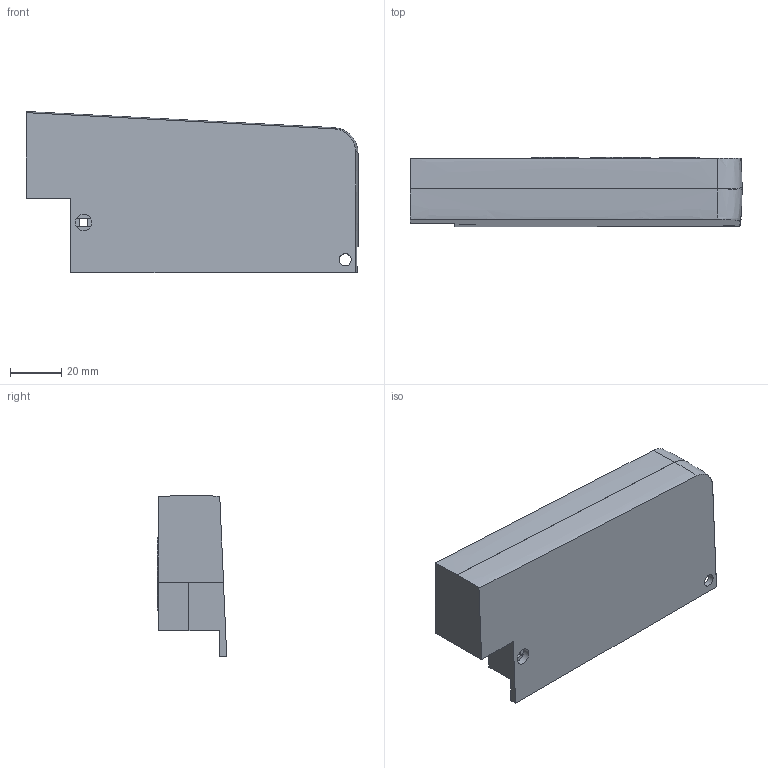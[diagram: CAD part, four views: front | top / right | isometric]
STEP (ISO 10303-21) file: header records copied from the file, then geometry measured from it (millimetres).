
FILE_DESCRIPTION(/* description */ ('STEP AP242','CAx-IF Rec.Pracs.---Representation and Presentation of Product Manufacturing Information (PMI)---4.0---2014-10-13','CAx-IF Rec.Pracs.---3D Tessellated Geometry---0.4---2014-09-14','2;1','CAx-IF Rec.Pracs.---User Defined Attributes---1.5---2016-08-15'),/* implementation_level */ '2;1');
FILE_NAME(/* name */ '6915eda623c4972bbd8c080b',/* time_stamp */ '2025-11-13T14:39:35Z',/* author */ (''),/* organization */ (''),/* preprocessor_version */ 'ST-DEVELOPER v20',/* originating_system */ 'ONSHAPE BY PTC INC, 1.206',/* authorisation */ ' ');
FILE_SCHEMA (('AP242_MANAGED_MODEL_BASED_3D_ENGINEERING_MIM_LF { 1 0 10303 442 1 1 4 }'));
Length unit declared in the file: metre
Products named in the file (1): key
Bounding box: 129.72 x 27.16 x 62.92 mm (x, y, z)
Volume: 150621.9 mm3; surface area: 23681.7 mm2
Topology: 1 solids, 1 shells, 97 faces, 270 edges, 179 vertices
Faces by surface type: plane 76, bspline 18, cylinder 3
Full cylindrical faces by diameter (mm): 4.8 x1, 6.5 x1
Entity records: 3320 total; most frequent: CARTESIAN_POINT 958, ORIENTED_EDGE 532, DIRECTION 388, EDGE_CURVE 266, LINE 214, VECTOR 214, VERTEX_POINT 177, EDGE_LOOP 107
